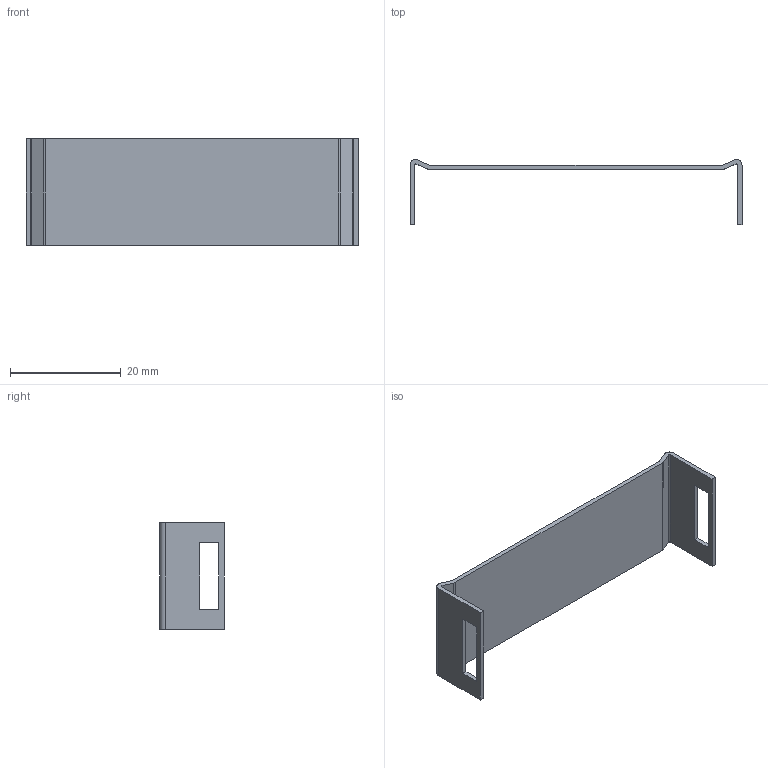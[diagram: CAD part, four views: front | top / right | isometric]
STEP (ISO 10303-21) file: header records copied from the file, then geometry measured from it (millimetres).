
FILE_DESCRIPTION((''),'2;1');
FILE_NAME('COREY_EPCOS_B66396A2000X000.stp','2015-01-13T10:02:08',(''),(''),'Mechanical Desktop 2011','Mechanical Desktop 2011',', , ');
FILE_SCHEMA(('AUTOMOTIVE_DESIGN { 1 2 10303 214 1 1 1 1 }'));
Length unit declared in the file: millimetre
Products named in the file (1): Product
Bounding box: 59.9 x 11.7 x 19.3 mm (x, y, z)
Volume: 1192.6 mm3; surface area: 3192.7 mm2
Topology: 1 solids, 1 shells, 30 faces, 84 edges, 56 vertices
Faces by surface type: bspline 26, plane 4
Entity records: 1121 total; most frequent: CARTESIAN_POINT 361, ORIENTED_EDGE 168, DIRECTION 110, EDGE_CURVE 84, VECTOR 68, LINE 68, VERTEX_POINT 56, EDGE_LOOP 34
